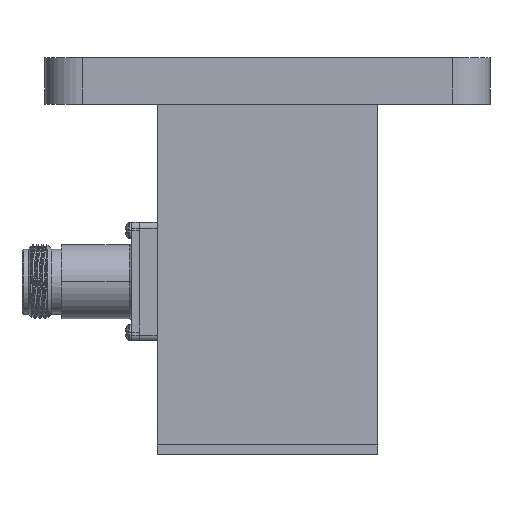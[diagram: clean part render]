
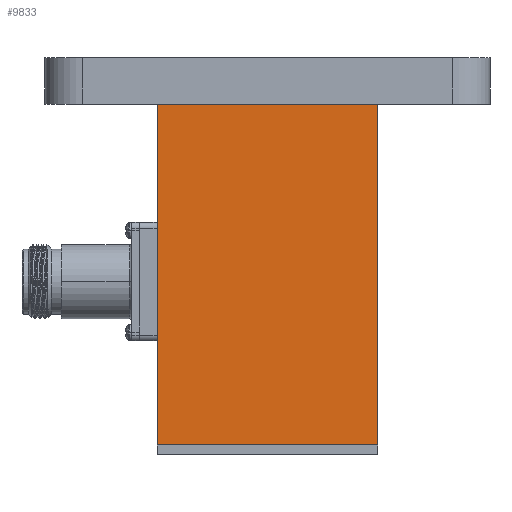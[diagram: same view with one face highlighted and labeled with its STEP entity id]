
A CAD part, left-side view. The second image highlights one B-rep face of the part: STEP entity #9833.
In plain terms, the highlighted planar face has unit normal (-1, 0, 0).
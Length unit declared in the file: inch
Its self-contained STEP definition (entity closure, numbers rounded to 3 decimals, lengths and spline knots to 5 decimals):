
#471 = VECTOR ( 'NONE', #3710, 39.37008 ) ;
#511 = CARTESIAN_POINT ( 'NONE',  ( -1.78, -0.93, -3.26646 ) ) ;
#1743 = ORIENTED_EDGE ( 'NONE', *, *, #6783, .T. ) ;
#1795 = LINE ( 'NONE', #6556, #8148 ) ;
#2158 = LINE ( 'NONE', #11705, #10906 ) ;
#2601 = CARTESIAN_POINT ( 'NONE',  ( -1.78, -0.93, -3.34646 ) ) ;
#2760 = CARTESIAN_POINT ( 'NONE',  ( -1.78, 0.93, -0.3937 ) ) ;
#3710 = DIRECTION ( 'NONE',  ( 0., -1., 0. ) ) ;
#4027 = CARTESIAN_POINT ( 'NONE',  ( -1.78, -0.93, -3.26646 ) ) ;
#4608 = LINE ( 'NONE', #15237, #10937 ) ;
#4666 = DIRECTION ( 'NONE',  ( 0., 1., 0. ) ) ;
#6205 = LINE ( 'NONE', #4027, #471 ) ;
#6556 = CARTESIAN_POINT ( 'NONE',  ( -1.78, 0.93, -3.34646 ) ) ;
#6775 = DIRECTION ( 'NONE',  ( 0., 0., 1. ) ) ;
#6783 = EDGE_CURVE ( 'NONE', #7189, #8394, #2158, .T. ) ;
#7133 = ORIENTED_EDGE ( 'NONE', *, *, #15405, .T. ) ;
#7189 = VERTEX_POINT ( 'NONE', #15349 ) ;
#7760 = CARTESIAN_POINT ( 'NONE',  ( -1.78, 0.93, -3.26646 ) ) ;
#8148 = VECTOR ( 'NONE', #6775, 39.37008 ) ;
#8170 = AXIS2_PLACEMENT_3D ( 'NONE', #2601, #12068, #10887 ) ;
#8208 = DIRECTION ( 'NONE',  ( 0., 0., 1. ) ) ;
#8394 = VERTEX_POINT ( 'NONE', #2760 ) ;
#9096 = EDGE_CURVE ( 'NONE', #12772, #7189, #4608, .T. ) ;
#9693 = ORIENTED_EDGE ( 'NONE', *, *, #11824, .F. ) ;
#9833 = ADVANCED_FACE ( 'NONE', ( #15368 ), #14218, .T. ) ;
#10454 = VERTEX_POINT ( 'NONE', #7760 ) ;
#10887 = DIRECTION ( 'NONE',  ( 0., 0., 1. ) ) ;
#10906 = VECTOR ( 'NONE', #4666, 39.37008 ) ;
#10937 = VECTOR ( 'NONE', #8208, 39.37008 ) ;
#11705 = CARTESIAN_POINT ( 'NONE',  ( -1.78, 0., -0.3937 ) ) ;
#11793 = EDGE_LOOP ( 'NONE', ( #9693, #7133, #14920, #1743 ) ) ;
#11824 = EDGE_CURVE ( 'NONE', #10454, #8394, #1795, .T. ) ;
#12068 = DIRECTION ( 'NONE',  ( -1., 0., 0. ) ) ;
#12772 = VERTEX_POINT ( 'NONE', #511 ) ;
#14218 = PLANE ( 'NONE',  #8170 ) ;
#14920 = ORIENTED_EDGE ( 'NONE', *, *, #9096, .T. ) ;
#15237 = CARTESIAN_POINT ( 'NONE',  ( -1.78, -0.93, -3.34646 ) ) ;
#15349 = CARTESIAN_POINT ( 'NONE',  ( -1.78, -0.93, -0.3937 ) ) ;
#15368 = FACE_OUTER_BOUND ( 'NONE', #11793, .T. ) ;
#15405 = EDGE_CURVE ( 'NONE', #10454, #12772, #6205, .T. ) ;
